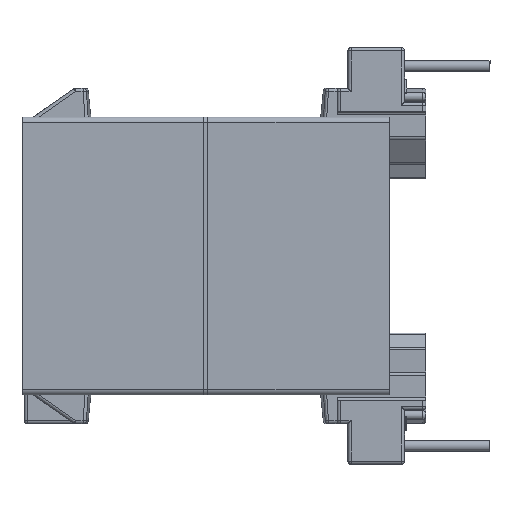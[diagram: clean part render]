
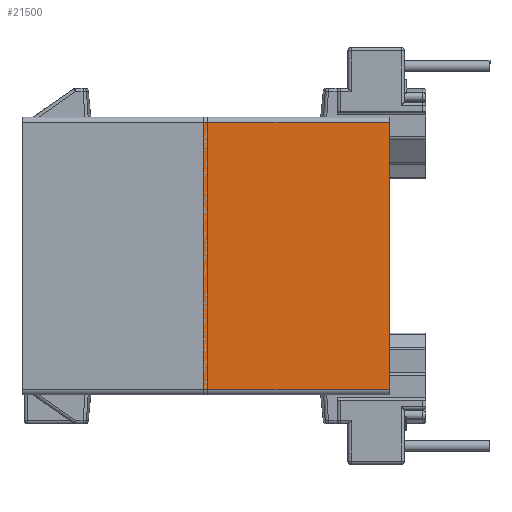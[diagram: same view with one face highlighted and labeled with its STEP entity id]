
A CAD part, left-side view. The second image highlights one B-rep face of the part: STEP entity #21500.
In plain terms, the highlighted face is planar.
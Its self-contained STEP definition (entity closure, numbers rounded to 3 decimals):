
#1086=PLANE('',#23647);
#2477=FACE_OUTER_BOUND('',#3664,.T.);
#3664=EDGE_LOOP('',(#18426,#18427,#18428,#18429));
#5253=LINE('',#46915,#6870);
#5254=LINE('',#46917,#6871);
#5255=LINE('',#46919,#6872);
#5256=LINE('',#46920,#6873);
#6870=VECTOR('',#29463,1.);
#6871=VECTOR('',#29464,1.);
#6872=VECTOR('',#29465,1.);
#6873=VECTOR('',#29466,1.);
#9828=VERTEX_POINT('',#46913);
#9829=VERTEX_POINT('',#46914);
#9830=VERTEX_POINT('',#46916);
#9831=VERTEX_POINT('',#46918);
#12887=EDGE_CURVE('',#9828,#9829,#5253,.T.);
#12888=EDGE_CURVE('',#9829,#9830,#5254,.T.);
#12889=EDGE_CURVE('',#9830,#9831,#5255,.T.);
#12890=EDGE_CURVE('',#9831,#9828,#5256,.T.);
#18426=ORIENTED_EDGE('',*,*,#12887,.T.);
#18427=ORIENTED_EDGE('',*,*,#12888,.T.);
#18428=ORIENTED_EDGE('',*,*,#12889,.T.);
#18429=ORIENTED_EDGE('',*,*,#12890,.T.);
#21500=ADVANCED_FACE('',(#2477),#1086,.T.);
#23647=AXIS2_PLACEMENT_3D('',#46912,#29461,#29462);
#29461=DIRECTION('center_axis',(0.,0.,-1.));
#29462=DIRECTION('ref_axis',(-1.,0.,0.));
#29463=DIRECTION('',(-1.,0.,0.));
#29464=DIRECTION('',(0.,1.,0.));
#29465=DIRECTION('',(1.,0.,0.));
#29466=DIRECTION('',(0.,-1.,0.));
#46912=CARTESIAN_POINT('Origin',(0.,0.,-17.55));
#46913=CARTESIAN_POINT('',(12.5,0.,-17.55));
#46914=CARTESIAN_POINT('',(-12.5,0.,-17.55));
#46915=CARTESIAN_POINT('',(12.5,0.,-17.55));
#46916=CARTESIAN_POINT('',(-12.5,17.4,-17.55));
#46917=CARTESIAN_POINT('',(-12.5,0.,-17.55));
#46918=CARTESIAN_POINT('',(12.5,17.4,-17.55));
#46919=CARTESIAN_POINT('',(-12.5,17.4,-17.55));
#46920=CARTESIAN_POINT('',(12.5,17.4,-17.55));
